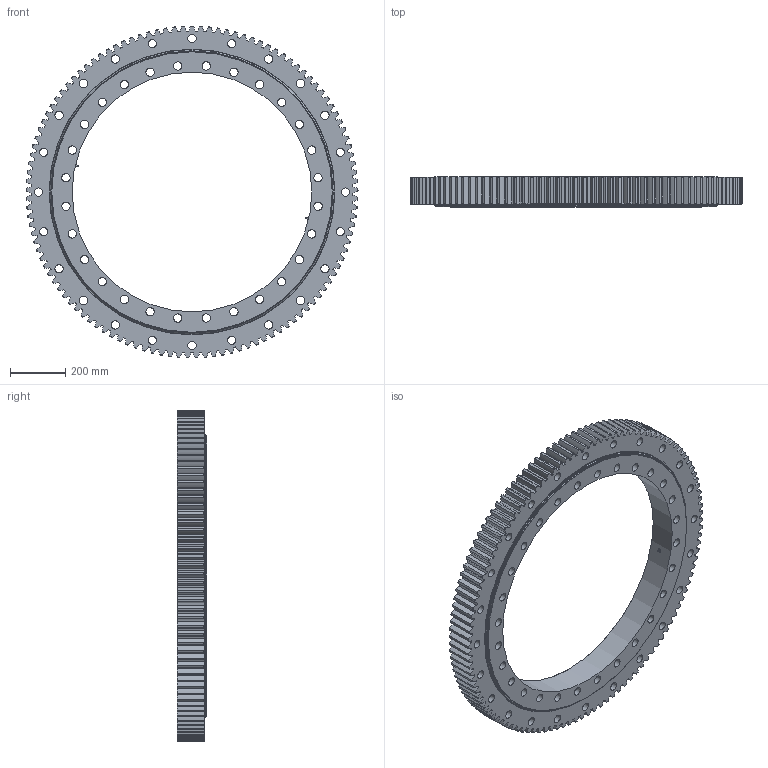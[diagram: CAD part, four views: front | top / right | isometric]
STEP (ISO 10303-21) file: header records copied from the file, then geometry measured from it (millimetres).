
FILE_DESCRIPTION(/* description */ (''),/* implementation_level */ '2;1');
FILE_NAME(/* name */ '30E.1018.44.001_rev-.stp',/* time_stamp */ '2025-01-23T15:23:25-05:00',/* author */ ('Gregg.VanSuch'),/* organization */ (''),/* preprocessor_version */ 'ST-DEVELOPER v20',/* originating_system */ 'Autodesk Inventor 2024',/* authorisation */ '');
FILE_SCHEMA (('AUTOMOTIVE_DESIGN { 1 0 10303 214 3 1 1 }'));
Length unit declared in the file: inch
Products named in the file (4): 30E.1018.44.001; 30E.1018.44.001_1; 1_8 NPT Fitting; Spur Gears
Assembly tree (4 placements, depth 2):
  30E.1018.44.001
    30E.1018.44.001_1
    1_8 NPT Fitting  x2
    Spur Gears
Bounding box: 1204.95 x 107.95 x 1204.85 mm (x, y, z)
Volume: 45754406 mm3; surface area: 3857771.3 mm2
Topology: 8 solids, 8 shells, 1015 faces, 2954 edges, 1966 vertices
Faces by surface type: cylinder 540, cone 262, torus 98, sphere 73, plane 36, bspline 6
Full cylindrical faces by diameter (mm): 2.536 x4, 30.175 x52, 48.175 x1, 48.226 x1, 869.95 x1, 1005.62 x1, 1005.645 x1, 1011.491 x1, 1015.555 x2, 1019.619 x2, 1023.683 x1, 1029.53 x1, 1029.555 x1
Entity records: 45239 total; most frequent: CARTESIAN_POINT 18660, ORIENTED_EDGE 5766, DIRECTION 5560, EDGE_CURVE 2883, AXIS2_PLACEMENT_3D 2498, VERTEX_POINT 1919, CIRCLE 1508, EDGE_LOOP 1108
